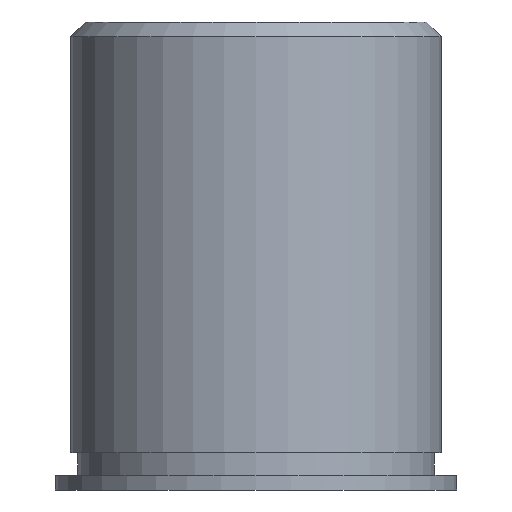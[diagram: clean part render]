
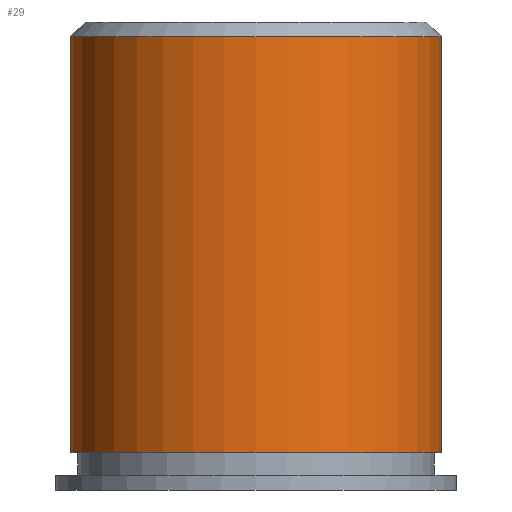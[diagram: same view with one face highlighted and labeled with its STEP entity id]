
A CAD part, front view. The second image highlights one B-rep face of the part: STEP entity #29.
In plain terms, the highlighted cylindrical face has radius 6.344 mm (diameter 12.687 mm), a partial arc.
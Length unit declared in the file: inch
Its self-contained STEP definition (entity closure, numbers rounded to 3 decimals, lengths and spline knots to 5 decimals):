
#6 = LINE ( 'NONE', #599, #616 ) ;
#10 = DIRECTION ( 'NONE',  ( 0., 0., -1. ) ) ;
#11 = CARTESIAN_POINT ( 'NONE',  ( 0.45876, 0.34257, -0.65803 ) ) ;
#29 = ADVANCED_FACE ( 'NONE', ( #713 ), #854, .T. ) ;
#50 = CARTESIAN_POINT ( 'NONE',  ( 0.45876, 0.34257, -0.60803 ) ) ;
#59 = CARTESIAN_POINT ( 'NONE',  ( -0.04074, 0.34257, -0.04803 ) ) ;
#83 = EDGE_CURVE ( 'NONE', #388, #251, #6, .T. ) ;
#91 = DIRECTION ( 'NONE',  ( 0., 0., -1. ) ) ;
#110 = AXIS2_PLACEMENT_3D ( 'NONE', #658, #10, #534 ) ;
#120 = ORIENTED_EDGE ( 'NONE', *, *, #746, .F. ) ;
#160 = VECTOR ( 'NONE', #347, 39.37008 ) ;
#169 = CARTESIAN_POINT ( 'NONE',  ( 0.20901, 0.34257, -0.60803 ) ) ;
#211 = EDGE_LOOP ( 'NONE', ( #851, #422, #546, #120 ) ) ;
#251 = VERTEX_POINT ( 'NONE', #352 ) ;
#266 = AXIS2_PLACEMENT_3D ( 'NONE', #169, #775, #439 ) ;
#309 = EDGE_CURVE ( 'NONE', #394, #388, #758, .T. ) ;
#347 = DIRECTION ( 'NONE',  ( 0., 0., -1. ) ) ;
#352 = CARTESIAN_POINT ( 'NONE',  ( -0.04074, 0.34257, -0.60803 ) ) ;
#359 = LINE ( 'NONE', #11, #160 ) ;
#388 = VERTEX_POINT ( 'NONE', #59 ) ;
#394 = VERTEX_POINT ( 'NONE', #719 ) ;
#422 = ORIENTED_EDGE ( 'NONE', *, *, #309, .T. ) ;
#439 = DIRECTION ( 'NONE',  ( -1., 0., 0. ) ) ;
#525 = EDGE_CURVE ( 'NONE', #394, #675, #359, .T. ) ;
#534 = DIRECTION ( 'NONE',  ( -1., 0., 0. ) ) ;
#546 = ORIENTED_EDGE ( 'NONE', *, *, #83, .T. ) ;
#566 = DIRECTION ( 'NONE',  ( 1., 0., 0. ) ) ;
#578 = CIRCLE ( 'NONE', #266, 0.24975 ) ;
#599 = CARTESIAN_POINT ( 'NONE',  ( -0.04074, 0.34257, -0.65803 ) ) ;
#616 = VECTOR ( 'NONE', #91, 39.37008 ) ;
#658 = CARTESIAN_POINT ( 'NONE',  ( 0.20901, 0.34257, -0.65803 ) ) ;
#675 = VERTEX_POINT ( 'NONE', #50 ) ;
#713 = FACE_OUTER_BOUND ( 'NONE', #211, .T. ) ;
#719 = CARTESIAN_POINT ( 'NONE',  ( 0.45876, 0.34257, -0.04803 ) ) ;
#746 = EDGE_CURVE ( 'NONE', #675, #251, #578, .T. ) ;
#758 = CIRCLE ( 'NONE', #798, 0.24975 ) ;
#775 = DIRECTION ( 'NONE',  ( 0., 0., -1. ) ) ;
#781 = DIRECTION ( 'NONE',  ( 0., 0., -1. ) ) ;
#798 = AXIS2_PLACEMENT_3D ( 'NONE', #839, #781, #566 ) ;
#839 = CARTESIAN_POINT ( 'NONE',  ( 0.20901, 0.34257, -0.04803 ) ) ;
#851 = ORIENTED_EDGE ( 'NONE', *, *, #525, .F. ) ;
#854 = CYLINDRICAL_SURFACE ( 'NONE', #110, 0.24975 ) ;
